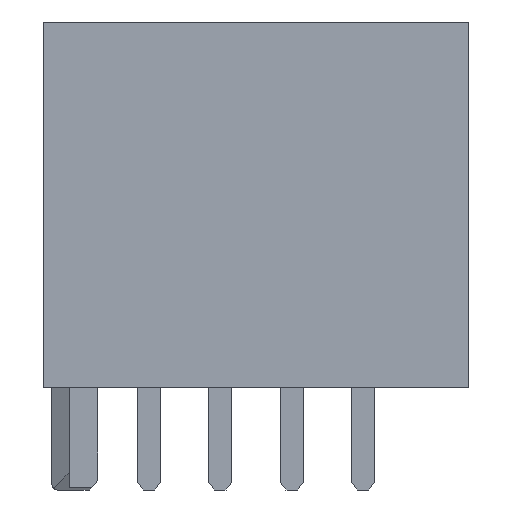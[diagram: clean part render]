
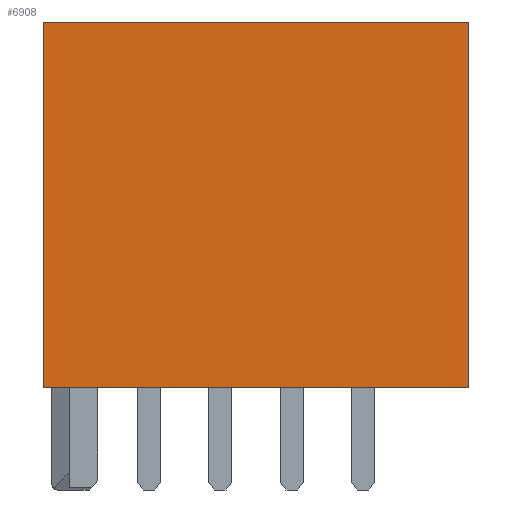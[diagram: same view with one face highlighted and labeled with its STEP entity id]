
A CAD part, left-side view. The second image highlights one B-rep face of the part: STEP entity #6908.
In plain terms, the highlighted planar face has unit normal (-1, 0, 0).
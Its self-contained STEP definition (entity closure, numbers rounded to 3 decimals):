
#824=ORIENTED_EDGE('',*,*,#2109,.F.);
#825=ORIENTED_EDGE('',*,*,#2110,.F.);
#826=ORIENTED_EDGE('',*,*,#2111,.F.);
#827=ORIENTED_EDGE('',*,*,#2112,.F.);
#2109=EDGE_CURVE('',#2715,#2716,#3324,.T.);
#2110=EDGE_CURVE('',#2717,#2715,#3325,.T.);
#2111=EDGE_CURVE('',#2718,#2717,#3326,.T.);
#2112=EDGE_CURVE('',#2716,#2718,#3327,.T.);
#2715=VERTEX_POINT('',#9675);
#2716=VERTEX_POINT('',#9676);
#2717=VERTEX_POINT('',#9678);
#2718=VERTEX_POINT('',#9680);
#3324=LINE('',#9674,#4040);
#3325=LINE('',#9677,#4041);
#3326=LINE('',#9679,#4042);
#3327=LINE('',#9681,#4043);
#4040=VECTOR('',#8143,1000.);
#4041=VECTOR('',#8144,1000.);
#4042=VECTOR('',#8145,1000.);
#4043=VECTOR('',#8146,1000.);
#4377=EDGE_LOOP('',(#824,#825,#826,#827));
#4644=FACE_BOUND('',#4377,.T.);
#4899=PLANE('',#7189);
#6908=ADVANCED_FACE('',(#4644),#4899,.F.);
#7189=AXIS2_PLACEMENT_3D('',#9673,#8141,#8142);
#8141=DIRECTION('',(1.,0.,0.));
#8142=DIRECTION('',(0.,0.,1.));
#8143=DIRECTION('',(0.,0.,-1.));
#8144=DIRECTION('',(0.,-1.,0.));
#8145=DIRECTION('',(0.,0.,1.));
#8146=DIRECTION('',(0.,1.,0.));
#9673=CARTESIAN_POINT('',(-6.,0.,0.));
#9674=CARTESIAN_POINT('',(-6.,-7.45,6.4));
#9675=CARTESIAN_POINT('',(-6.,-7.45,6.4));
#9676=CARTESIAN_POINT('',(-6.,-7.45,-6.4));
#9677=CARTESIAN_POINT('',(-6.,7.45,6.4));
#9678=CARTESIAN_POINT('',(-6.,7.45,6.4));
#9679=CARTESIAN_POINT('',(-6.,7.45,-6.4));
#9680=CARTESIAN_POINT('',(-6.,7.45,-6.4));
#9681=CARTESIAN_POINT('',(-6.,-7.45,-6.4));
